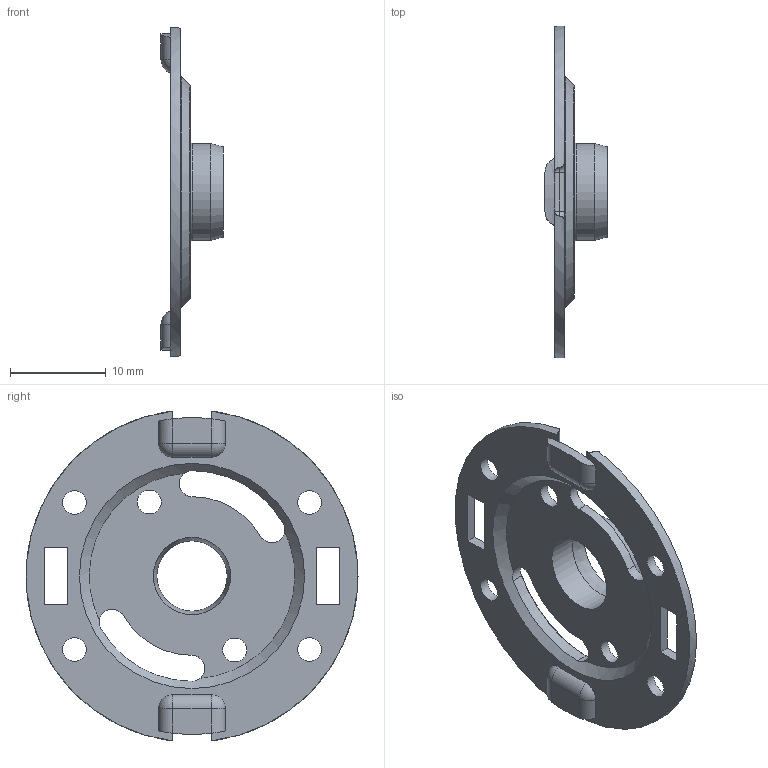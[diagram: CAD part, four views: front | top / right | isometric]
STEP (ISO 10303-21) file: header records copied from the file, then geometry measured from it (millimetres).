
FILE_DESCRIPTION(/* description */ (''),/* implementation_level */ '2;1');
FILE_NAME(/* name */ 'AM-0912_END_CAP_ANY.ipt.step',/* time_stamp */ '2014-01-07T11:19:18-08:00',/* author */ ('Philip'),/* organization */ (''),/* preprocessor_version */ 'ST-DEVELOPER v15.2',/* originating_system */ 'Autodesk Inventor 2014',/* authorisation */ '');
FILE_SCHEMA (('AUTOMOTIVE_DESIGN { 1 0 10303 214 3 1 1 }'));
Length unit declared in the file: inch
Products named in the file (1): AM-0912_END_CAP_ANY
Bounding box: 6.48 x 34.65 x 34.41 mm (x, y, z)
Volume: 914 mm3; surface area: 2079.2 mm2
Topology: 1 solids, 1 shells, 74 faces, 198 edges, 119 vertices
Faces by surface type: cylinder 38, plane 17, sphere 8, torus 7, cone 4
Full cylindrical faces by diameter (mm): 2.489 x6, 8.077 x1, 10.109 x1
Entity records: 2329 total; most frequent: CARTESIAN_POINT 499, DIRECTION 396, ORIENTED_EDGE 344, EDGE_CURVE 172, AXIS2_PLACEMENT_3D 165, VERTEX_POINT 116, EDGE_LOOP 112, CIRCLE 90
